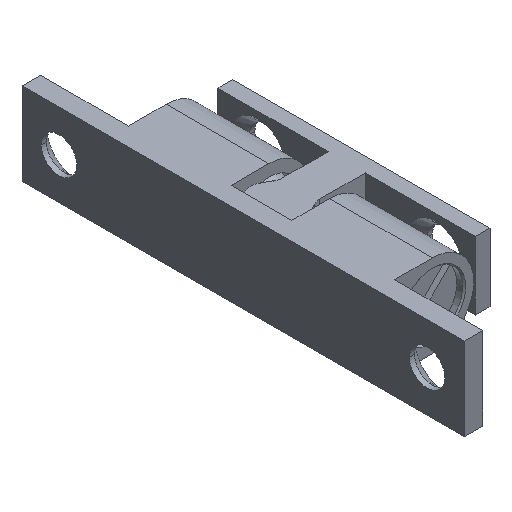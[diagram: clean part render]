
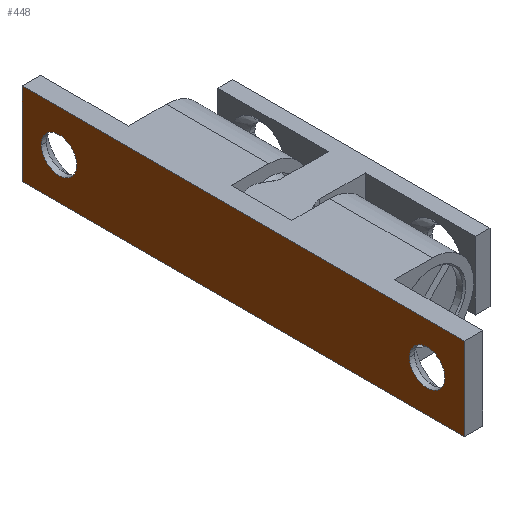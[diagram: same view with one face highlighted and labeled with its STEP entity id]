
A CAD part, isometric view. The second image highlights one B-rep face of the part: STEP entity #448.
In plain terms, the highlighted planar face has unit normal (-1, 0, 0).
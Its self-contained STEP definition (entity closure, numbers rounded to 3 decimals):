
#198 = DIRECTION ( 'NONE',  ( 1., 0., 0. ) ) ;
#202 = CARTESIAN_POINT ( 'NONE',  ( 0., -29.9, 5.6 ) ) ;
#203 = PLANE ( 'NONE',  #1293 ) ;
#204 = DIRECTION ( 'NONE',  ( 0., 0., -1. ) ) ;
#448 = ADVANCED_FACE ( 'NONE', ( #1513, #1515, #1467 ), #203, .F. ) ;
#587 = EDGE_CURVE ( 'NONE', #932, #938, #2221, .T. ) ;
#591 = EDGE_CURVE ( 'NONE', #940, #939, #2228, .T. ) ;
#614 = EDGE_CURVE ( 'NONE', #958, #956, #2260, .T. ) ;
#617 = EDGE_CURVE ( 'NONE', #938, #932, #2269, .T. ) ;
#618 = EDGE_CURVE ( 'NONE', #939, #940, #2271, .T. ) ;
#619 = EDGE_CURVE ( 'NONE', #956, #957, #2272, .T. ) ;
#620 = EDGE_CURVE ( 'NONE', #961, #957, #2273, .T. ) ;
#621 = EDGE_CURVE ( 'NONE', #958, #961, #2265, .T. ) ;
#660 = EDGE_LOOP ( 'NONE', ( #1047, #1048 ) ) ;
#663 = EDGE_LOOP ( 'NONE', ( #1045, #1046 ) ) ;
#664 = EDGE_LOOP ( 'NONE', ( #1049, #1050, #1051, #1052 ) ) ;
#932 = VERTEX_POINT ( 'NONE', #2128 ) ;
#938 = VERTEX_POINT ( 'NONE', #2134 ) ;
#939 = VERTEX_POINT ( 'NONE', #2135 ) ;
#940 = VERTEX_POINT ( 'NONE', #2136 ) ;
#956 = VERTEX_POINT ( 'NONE', #2152 ) ;
#957 = VERTEX_POINT ( 'NONE', #2153 ) ;
#958 = VERTEX_POINT ( 'NONE', #2154 ) ;
#961 = VERTEX_POINT ( 'NONE', #2157 ) ;
#1045 = ORIENTED_EDGE ( 'NONE', *, *, #617, .T. ) ;
#1046 = ORIENTED_EDGE ( 'NONE', *, *, #587, .T. ) ;
#1047 = ORIENTED_EDGE ( 'NONE', *, *, #618, .T. ) ;
#1048 = ORIENTED_EDGE ( 'NONE', *, *, #591, .T. ) ;
#1049 = ORIENTED_EDGE ( 'NONE', *, *, #619, .T. ) ;
#1050 = ORIENTED_EDGE ( 'NONE', *, *, #620, .F. ) ;
#1051 = ORIENTED_EDGE ( 'NONE', *, *, #621, .F. ) ;
#1052 = ORIENTED_EDGE ( 'NONE', *, *, #614, .T. ) ;
#1293 = AXIS2_PLACEMENT_3D ( 'NONE', #202, #198, #204 ) ;
#1372 = AXIS2_PLACEMENT_3D ( 'NONE', #1906, #1907, #1908 ) ;
#1374 = AXIS2_PLACEMENT_3D ( 'NONE', #1916, #1917, #1918 ) ;
#1385 = AXIS2_PLACEMENT_3D ( 'NONE', #1977, #1978, #1979 ) ;
#1386 = AXIS2_PLACEMENT_3D ( 'NONE', #1982, #1983, #1984 ) ;
#1467 = FACE_OUTER_BOUND ( 'NONE', #664, .T. ) ;
#1513 = FACE_BOUND ( 'NONE', #663, .T. ) ;
#1515 = FACE_BOUND ( 'NONE', #660, .T. ) ;
#1906 = CARTESIAN_POINT ( 'NONE',  ( 0., -24.9, 0. ) ) ;
#1907 = DIRECTION ( 'NONE',  ( 1., 0., 0. ) ) ;
#1908 = DIRECTION ( 'NONE',  ( 0., -1., 0. ) ) ;
#1916 = CARTESIAN_POINT ( 'NONE',  ( 0., 24.9, 0. ) ) ;
#1917 = DIRECTION ( 'NONE',  ( 1., 0., 0. ) ) ;
#1918 = DIRECTION ( 'NONE',  ( 0., 1., 0. ) ) ;
#1967 = CARTESIAN_POINT ( 'NONE',  ( 0., 29.9, 5.6 ) ) ;
#1971 = DIRECTION ( 'NONE',  ( 0., 0., -1. ) ) ;
#1975 = CARTESIAN_POINT ( 'NONE',  ( 0., -29.9, -5.6 ) ) ;
#1976 = DIRECTION ( 'NONE',  ( 0., -1., 0. ) ) ;
#1977 = CARTESIAN_POINT ( 'NONE',  ( 0., -24.9, 0. ) ) ;
#1978 = DIRECTION ( 'NONE',  ( 1., 0., 0. ) ) ;
#1979 = DIRECTION ( 'NONE',  ( 0., -1., 0. ) ) ;
#1981 = CARTESIAN_POINT ( 'NONE',  ( 0., -29.9, 5.6 ) ) ;
#1982 = CARTESIAN_POINT ( 'NONE',  ( 0., 24.9, 0. ) ) ;
#1983 = DIRECTION ( 'NONE',  ( 1., 0., 0. ) ) ;
#1984 = DIRECTION ( 'NONE',  ( 0., 1., 0. ) ) ;
#1985 = CARTESIAN_POINT ( 'NONE',  ( 0., -29.9, 5.6 ) ) ;
#1987 = DIRECTION ( 'NONE',  ( 0., 0., -1. ) ) ;
#1988 = DIRECTION ( 'NONE',  ( 0., -1., 0. ) ) ;
#2128 = CARTESIAN_POINT ( 'NONE',  ( 0., -27.3, 0. ) ) ;
#2134 = CARTESIAN_POINT ( 'NONE',  ( 0., -22.5, 0. ) ) ;
#2135 = CARTESIAN_POINT ( 'NONE',  ( 0., 27.3, 0. ) ) ;
#2136 = CARTESIAN_POINT ( 'NONE',  ( 0., 22.5, 0. ) ) ;
#2152 = CARTESIAN_POINT ( 'NONE',  ( 0., 29.9, -5.6 ) ) ;
#2153 = CARTESIAN_POINT ( 'NONE',  ( 0., -29.9, -5.6 ) ) ;
#2154 = CARTESIAN_POINT ( 'NONE',  ( 0., 29.9, 5.6 ) ) ;
#2157 = CARTESIAN_POINT ( 'NONE',  ( 0., -29.9, 5.6 ) ) ;
#2221 = CIRCLE ( 'NONE', #1372, 2.4 ) ;
#2228 = CIRCLE ( 'NONE', #1374, 2.4 ) ;
#2260 = LINE ( 'NONE', #1967, #2266 ) ;
#2265 = LINE ( 'NONE', #1981, #2278 ) ;
#2266 = VECTOR ( 'NONE', #1971, 1000. ) ;
#2269 = CIRCLE ( 'NONE', #1385, 2.4 ) ;
#2271 = CIRCLE ( 'NONE', #1386, 2.4 ) ;
#2272 = LINE ( 'NONE', #1975, #2274 ) ;
#2273 = LINE ( 'NONE', #1985, #2276 ) ;
#2274 = VECTOR ( 'NONE', #1976, 1000. ) ;
#2276 = VECTOR ( 'NONE', #1987, 1000. ) ;
#2278 = VECTOR ( 'NONE', #1988, 1000. ) ;
